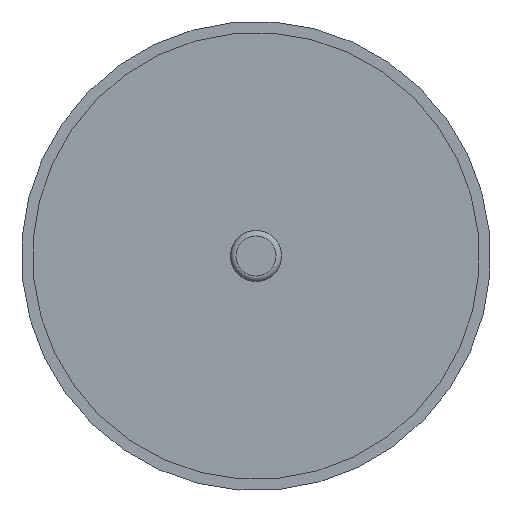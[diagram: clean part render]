
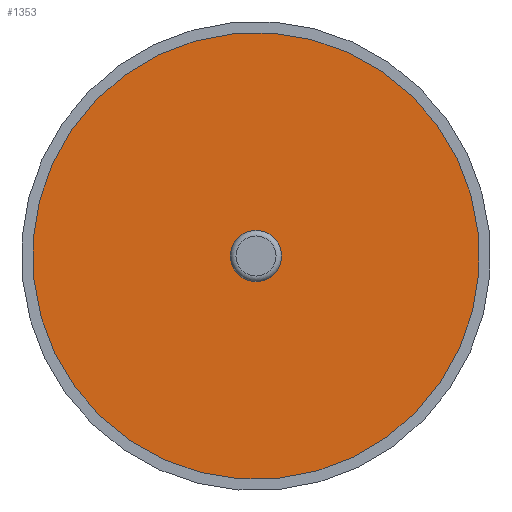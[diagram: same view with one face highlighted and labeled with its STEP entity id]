
A CAD part, front view. The second image highlights one B-rep face of the part: STEP entity #1353.
In plain terms, the highlighted planar face has unit normal (0, -1, 0).
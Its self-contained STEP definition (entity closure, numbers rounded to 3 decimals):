
#90=FACE_BOUND('',#349,.T.);
#115=PLANE('',#1562);
#263=FACE_OUTER_BOUND('',#348,.T.);
#348=EDGE_LOOP('',(#1228,#1229));
#349=EDGE_LOOP('',(#1230));
#459=CIRCLE('',#1473,2.29);
#460=CIRCLE('',#1475,20.);
#461=CIRCLE('',#1476,20.);
#599=VERTEX_POINT('',#2316);
#600=VERTEX_POINT('',#2320);
#601=VERTEX_POINT('',#2321);
#774=EDGE_CURVE('',#599,#599,#459,.T.);
#775=EDGE_CURVE('',#600,#601,#460,.T.);
#776=EDGE_CURVE('',#601,#600,#461,.T.);
#1228=ORIENTED_EDGE('',*,*,#775,.T.);
#1229=ORIENTED_EDGE('',*,*,#776,.T.);
#1230=ORIENTED_EDGE('',*,*,#774,.F.);
#1353=ADVANCED_FACE('',(#263,#90),#115,.T.);
#1473=AXIS2_PLACEMENT_3D('',#2318,#1781,#1782);
#1475=AXIS2_PLACEMENT_3D('',#2322,#1785,#1786);
#1476=AXIS2_PLACEMENT_3D('',#2323,#1787,#1788);
#1562=AXIS2_PLACEMENT_3D('',#2473,#1968,#1969);
#1781=DIRECTION('center_axis',(0.,-1.,0.));
#1782=DIRECTION('ref_axis',(-1.,0.,0.));
#1785=DIRECTION('center_axis',(0.,-1.,0.));
#1786=DIRECTION('ref_axis',(0.995,0.,0.102));
#1787=DIRECTION('center_axis',(0.,-1.,0.));
#1788=DIRECTION('ref_axis',(0.995,0.,0.102));
#1968=DIRECTION('center_axis',(0.,-1.,0.));
#1969=DIRECTION('ref_axis',(0.102,0.,-0.995));
#2316=CARTESIAN_POINT('',(2.29,-38.555,0.));
#2318=CARTESIAN_POINT('Origin',(0.,-38.555,
0.));
#2320=CARTESIAN_POINT('',(19.897,-38.555,2.031));
#2321=CARTESIAN_POINT('',(-19.897,-38.555,-2.031));
#2322=CARTESIAN_POINT('Origin',(0.,-38.555,
0.));
#2323=CARTESIAN_POINT('Origin',(0.,-38.555,
0.));
#2473=CARTESIAN_POINT('Origin',(9.948,-38.555,1.015));
